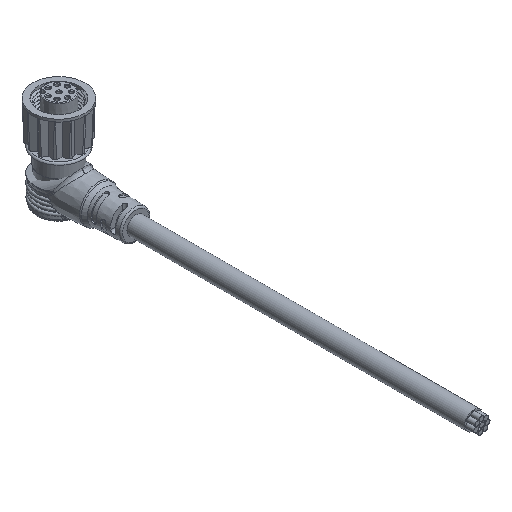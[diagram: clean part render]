
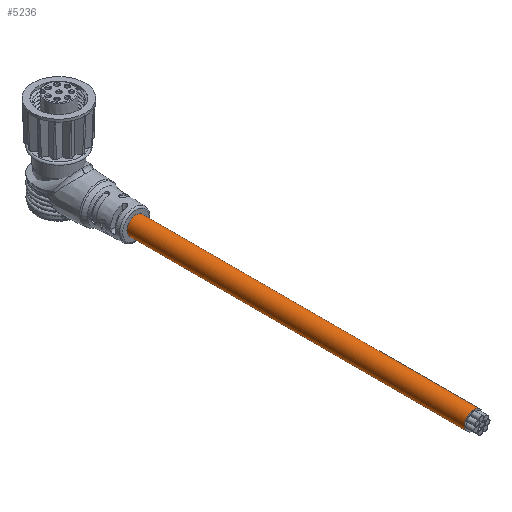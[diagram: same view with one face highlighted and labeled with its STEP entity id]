
A CAD part, isometric view. The second image highlights one B-rep face of the part: STEP entity #5236.
In plain terms, the highlighted cylindrical face has radius 2.75 mm (diameter 5.5 mm), a full revolution.
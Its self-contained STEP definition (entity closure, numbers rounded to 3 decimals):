
#2072=ORIENTED_EDGE('',*,*,#2870,.T.);
#2073=ORIENTED_EDGE('',*,*,#2862,.F.);
#2862=EDGE_CURVE('',#4315,#4315,#3134,.T.);
#2870=EDGE_CURVE('',#4323,#4323,#3142,.T.);
#3134=CIRCLE('',#6189,2.75);
#3142=CIRCLE('',#6205,2.75);
#3600=EDGE_LOOP('',(#2072));
#3601=EDGE_LOOP('',(#2073));
#3774=CYLINDRICAL_SURFACE('',#6204,2.75);
#4315=VERTEX_POINT('',#15672);
#4323=VERTEX_POINT('',#15696);
#4804=FACE_BOUND('',#3600,.T.);
#4805=FACE_BOUND('',#3601,.T.);
#5236=ADVANCED_FACE('',(#4804,#4805),#3774,.T.);
#6189=AXIS2_PLACEMENT_3D('',#15671,#7337,#7338);
#6204=AXIS2_PLACEMENT_3D('',#15694,#7367,#7368);
#6205=AXIS2_PLACEMENT_3D('',#15695,#7369,#7370);
#7337=DIRECTION('',(0.,0.,-1.));
#7338=DIRECTION('',(1.,0.,0.));
#7367=DIRECTION('',(0.,0.,-1.));
#7368=DIRECTION('',(-1.,0.,0.));
#7369=DIRECTION('',(0.,0.,-1.));
#7370=DIRECTION('',(1.,0.,0.));
#15671=CARTESIAN_POINT('',(0.,0.,-60.));
#15672=CARTESIAN_POINT('',(2.75,0.,-60.));
#15694=CARTESIAN_POINT('',(0.,0.,60.));
#15695=CARTESIAN_POINT('',(0.,0.,60.));
#15696=CARTESIAN_POINT('',(2.75,0.,60.));
